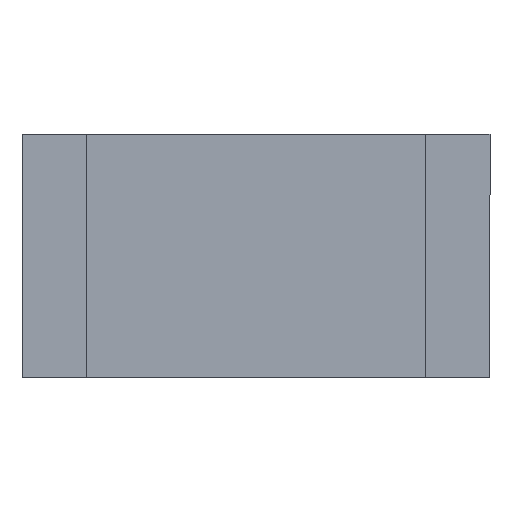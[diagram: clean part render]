
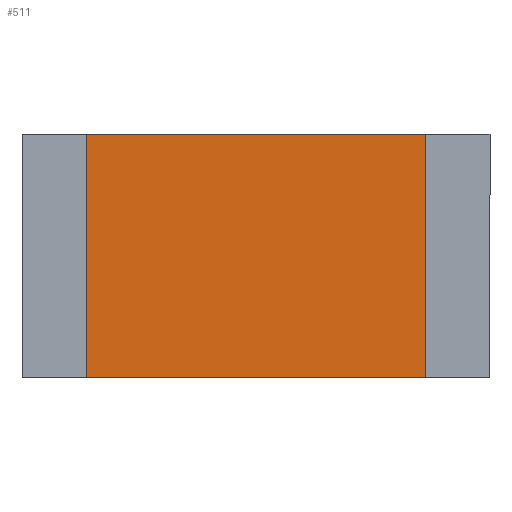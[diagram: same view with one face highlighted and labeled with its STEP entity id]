
A CAD part, top view. The second image highlights one B-rep face of the part: STEP entity #511.
In plain terms, the highlighted free-form (B-spline) face has degree [1, 1] with [2, 2] control points.
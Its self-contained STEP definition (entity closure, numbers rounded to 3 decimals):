
#381=CARTESIAN_POINT('',(-1.85,-1.325,0.65));
#382=VERTEX_POINT('',#381);
#391=CARTESIAN_POINT('',(-1.85,1.325,0.65));
#392=VERTEX_POINT('',#391);
#393=CARTESIAN_POINT('',(-1.85,1.325,0.65));
#394=DIRECTION('',(0.0,-1.0,0.0));
#395=VECTOR('',#394,2.65);
#396=LINE('',#393,#395);
#397=EDGE_CURVE('',#392,#382,#396,.T.);
#421=CARTESIAN_POINT('',(1.85,1.325,0.65));
#422=VERTEX_POINT('',#421);
#431=CARTESIAN_POINT('',(1.85,-1.325,0.65));
#432=VERTEX_POINT('',#431);
#433=CARTESIAN_POINT('',(1.85,-1.325,0.65));
#434=DIRECTION('',(0.0,1.0,0.0));
#435=VECTOR('',#434,2.65);
#436=LINE('',#433,#435);
#437=EDGE_CURVE('',#432,#422,#436,.T.);
#469=CARTESIAN_POINT('',(1.85,-1.325,0.65));
#470=DIRECTION('',(-1.0,0.0,0.0));
#471=VECTOR('',#470,3.7);
#472=LINE('',#469,#471);
#473=EDGE_CURVE('',#432,#382,#472,.T.);
#495=CARTESIAN_POINT('',(-1.85,-1.325,0.65));
#496=CARTESIAN_POINT('',(1.85,-1.325,0.65));
#497=CARTESIAN_POINT('',(-1.85,1.325,0.65));
#498=CARTESIAN_POINT('',(1.85,1.325,0.65));
#499=B_SPLINE_SURFACE_WITH_KNOTS('',1,1,((#495,#497),(#496,#498)),.UNSPECIFIED.,.F.,.F.,.U.,(2,2),(2,2),(0.0,3.7),(0.0,2.65),.UNSPECIFIED.);
#500=ORIENTED_EDGE('',*,*,#397,.T.);
#501=ORIENTED_EDGE('',*,*,#473,.F.);
#502=ORIENTED_EDGE('',*,*,#437,.T.);
#503=CARTESIAN_POINT('',(-1.85,1.325,0.65));
#504=DIRECTION('',(1.0,0.0,0.0));
#505=VECTOR('',#504,3.7);
#506=LINE('',#503,#505);
#507=EDGE_CURVE('',#392,#422,#506,.T.);
#508=ORIENTED_EDGE('',*,*,#507,.F.);
#509=EDGE_LOOP('',(#500,#501,#502,#508));
#510=FACE_OUTER_BOUND('',#509,.T.);
#511=ADVANCED_FACE('',(#510),#499,.T.);
